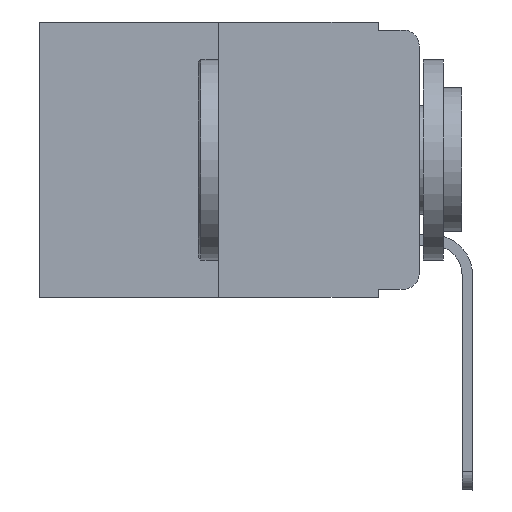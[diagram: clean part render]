
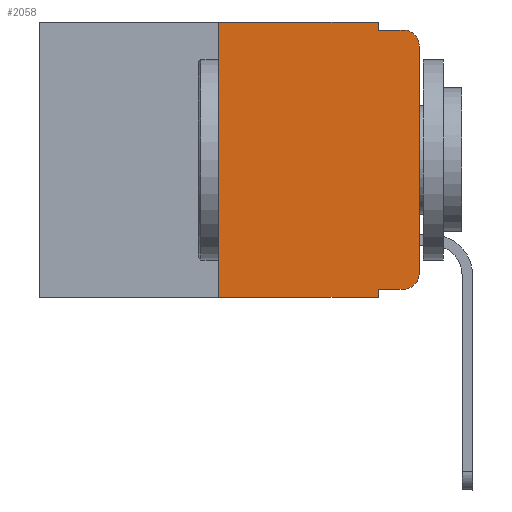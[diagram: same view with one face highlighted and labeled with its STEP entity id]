
A CAD part, left-side view. The second image highlights one B-rep face of the part: STEP entity #2058.
In plain terms, the highlighted planar face has unit normal (-1, 0, 0).
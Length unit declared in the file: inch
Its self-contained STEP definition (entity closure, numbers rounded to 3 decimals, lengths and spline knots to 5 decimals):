
#833 = AXIS2_PLACEMENT_3D ( 'NONE', #1313, #1564, #4005 ) ;
#881 = LINE ( 'NONE', #8779, #2418 ) ;
#914 = VERTEX_POINT ( 'NONE', #3984 ) ;
#1203 = LINE ( 'NONE', #7748, #16195 ) ;
#1313 = CARTESIAN_POINT ( 'NONE',  ( 0., 0.02, -0.313 ) ) ;
#1323 = ORIENTED_EDGE ( 'NONE', *, *, #15096, .T. ) ;
#1336 = VERTEX_POINT ( 'NONE', #12116 ) ;
#1484 = LINE ( 'NONE', #13164, #3734 ) ;
#1547 = FACE_OUTER_BOUND ( 'NONE', #16081, .T. ) ;
#1564 = DIRECTION ( 'NONE',  ( -1., 0., 0. ) ) ;
#1727 = VECTOR ( 'NONE', #1849, 39.37008 ) ;
#1728 = ORIENTED_EDGE ( 'NONE', *, *, #12366, .F. ) ;
#1847 = ORIENTED_EDGE ( 'NONE', *, *, #4539, .T. ) ;
#1849 = DIRECTION ( 'NONE',  ( 0., 0., 1. ) ) ;
#1867 = EDGE_CURVE ( 'NONE', #4620, #914, #2860, .T. ) ;
#2058 = ADVANCED_FACE ( 'NONE', ( #1547 ), #3986, .F. ) ;
#2217 = CARTESIAN_POINT ( 'NONE',  ( 0., 0.051, -0.333 ) ) ;
#2418 = VECTOR ( 'NONE', #11143, 39.37008 ) ;
#2536 = ORIENTED_EDGE ( 'NONE', *, *, #9680, .T. ) ;
#2602 = VERTEX_POINT ( 'NONE', #4310 ) ;
#2732 = CARTESIAN_POINT ( 'NONE',  ( 0., 0.25, -0.343 ) ) ;
#2738 = DIRECTION ( 'NONE',  ( 0., 0., -1. ) ) ;
#2860 = LINE ( 'NONE', #4029, #15077 ) ;
#3734 = VECTOR ( 'NONE', #2738, 39.37008 ) ;
#3984 = CARTESIAN_POINT ( 'NONE',  ( 0., 0.051, -0.01 ) ) ;
#3986 = PLANE ( 'NONE',  #7547 ) ;
#4005 = DIRECTION ( 'NONE',  ( 0., 0., -1. ) ) ;
#4029 = CARTESIAN_POINT ( 'NONE',  ( 0., 0.051, 0. ) ) ;
#4310 = CARTESIAN_POINT ( 'NONE',  ( 0., 0., -0.313 ) ) ;
#4376 = DIRECTION ( 'NONE',  ( 0., 0., -1. ) ) ;
#4539 = EDGE_CURVE ( 'NONE', #2602, #1336, #14544, .T. ) ;
#4620 = VERTEX_POINT ( 'NONE', #14375 ) ;
#4773 = DIRECTION ( 'NONE',  ( 0., 0., -1. ) ) ;
#5876 = LINE ( 'NONE', #12273, #7337 ) ;
#6067 = DIRECTION ( 'NONE',  ( 0., -1., 0. ) ) ;
#6091 = VERTEX_POINT ( 'NONE', #7780 ) ;
#6334 = CARTESIAN_POINT ( 'NONE',  ( 0., 0.473, 0. ) ) ;
#6727 = CIRCLE ( 'NONE', #833, 0.02 ) ;
#6831 = CARTESIAN_POINT ( 'NONE',  ( 0., 0.473, -0.343 ) ) ;
#6965 = CARTESIAN_POINT ( 'NONE',  ( 0., 0., 0. ) ) ;
#6996 = CARTESIAN_POINT ( 'NONE',  ( 0., 0.02, -0.01 ) ) ;
#7229 = ORIENTED_EDGE ( 'NONE', *, *, #8407, .F. ) ;
#7334 = ORIENTED_EDGE ( 'NONE', *, *, #11812, .F. ) ;
#7337 = VECTOR ( 'NONE', #11017, 39.37008 ) ;
#7395 = VERTEX_POINT ( 'NONE', #14736 ) ;
#7547 = AXIS2_PLACEMENT_3D ( 'NONE', #6334, #14076, #10453 ) ;
#7748 = CARTESIAN_POINT ( 'NONE',  ( 0., 0.051, -0.01 ) ) ;
#7780 = CARTESIAN_POINT ( 'NONE',  ( 0., 0.25, 0. ) ) ;
#8407 = EDGE_CURVE ( 'NONE', #13447, #14607, #1484, .T. ) ;
#8778 = EDGE_CURVE ( 'NONE', #6091, #4620, #881, .T. ) ;
#8779 = CARTESIAN_POINT ( 'NONE',  ( 0., 0.473, 0. ) ) ;
#8999 = CARTESIAN_POINT ( 'NONE',  ( 0., 0.051, -0.333 ) ) ;
#9346 = DIRECTION ( 'NONE',  ( 0., -1., 0. ) ) ;
#9589 = EDGE_CURVE ( 'NONE', #1336, #10261, #9690, .T. ) ;
#9680 = EDGE_CURVE ( 'NONE', #7395, #2602, #6727, .T. ) ;
#9690 = CIRCLE ( 'NONE', #14519, 0.02 ) ;
#10261 = VERTEX_POINT ( 'NONE', #6996 ) ;
#10315 = ORIENTED_EDGE ( 'NONE', *, *, #9589, .T. ) ;
#10453 = DIRECTION ( 'NONE',  ( 0., 0., -1. ) ) ;
#10828 = ORIENTED_EDGE ( 'NONE', *, *, #1867, .F. ) ;
#11017 = DIRECTION ( 'NONE',  ( 0., 0., 1. ) ) ;
#11127 = LINE ( 'NONE', #2217, #15168 ) ;
#11143 = DIRECTION ( 'NONE',  ( 0., -1., 0. ) ) ;
#11812 = EDGE_CURVE ( 'NONE', #914, #10261, #1203, .T. ) ;
#11961 = ORIENTED_EDGE ( 'NONE', *, *, #8778, .F. ) ;
#12116 = CARTESIAN_POINT ( 'NONE',  ( 0., 0., -0.03 ) ) ;
#12273 = CARTESIAN_POINT ( 'NONE',  ( 0., 0.25, 0. ) ) ;
#12366 = EDGE_CURVE ( 'NONE', #15427, #6091, #5876, .T. ) ;
#13140 = LINE ( 'NONE', #6831, #15473 ) ;
#13164 = CARTESIAN_POINT ( 'NONE',  ( 0., 0.051, 0. ) ) ;
#13447 = VERTEX_POINT ( 'NONE', #8999 ) ;
#13634 = ORIENTED_EDGE ( 'NONE', *, *, #16393, .T. ) ;
#13771 = CARTESIAN_POINT ( 'NONE',  ( 0., 0.02, -0.03 ) ) ;
#14076 = DIRECTION ( 'NONE',  ( 1., 0., 0. ) ) ;
#14375 = CARTESIAN_POINT ( 'NONE',  ( 0., 0.051, 0. ) ) ;
#14519 = AXIS2_PLACEMENT_3D ( 'NONE', #13771, #16292, #4773 ) ;
#14544 = LINE ( 'NONE', #6965, #1727 ) ;
#14607 = VERTEX_POINT ( 'NONE', #15090 ) ;
#14736 = CARTESIAN_POINT ( 'NONE',  ( 0., 0.02, -0.333 ) ) ;
#15077 = VECTOR ( 'NONE', #4376, 39.37008 ) ;
#15090 = CARTESIAN_POINT ( 'NONE',  ( 0., 0.051, -0.343 ) ) ;
#15096 = EDGE_CURVE ( 'NONE', #13447, #7395, #11127, .T. ) ;
#15168 = VECTOR ( 'NONE', #6067, 39.37008 ) ;
#15330 = DIRECTION ( 'NONE',  ( 0., -1., 0. ) ) ;
#15427 = VERTEX_POINT ( 'NONE', #2732 ) ;
#15473 = VECTOR ( 'NONE', #9346, 39.37008 ) ;
#16081 = EDGE_LOOP ( 'NONE', ( #1847, #10315, #7334, #10828, #11961, #1728, #13634, #7229, #1323, #2536 ) ) ;
#16195 = VECTOR ( 'NONE', #15330, 39.37008 ) ;
#16292 = DIRECTION ( 'NONE',  ( -1., 0., 0. ) ) ;
#16393 = EDGE_CURVE ( 'NONE', #15427, #14607, #13140, .T. ) ;
